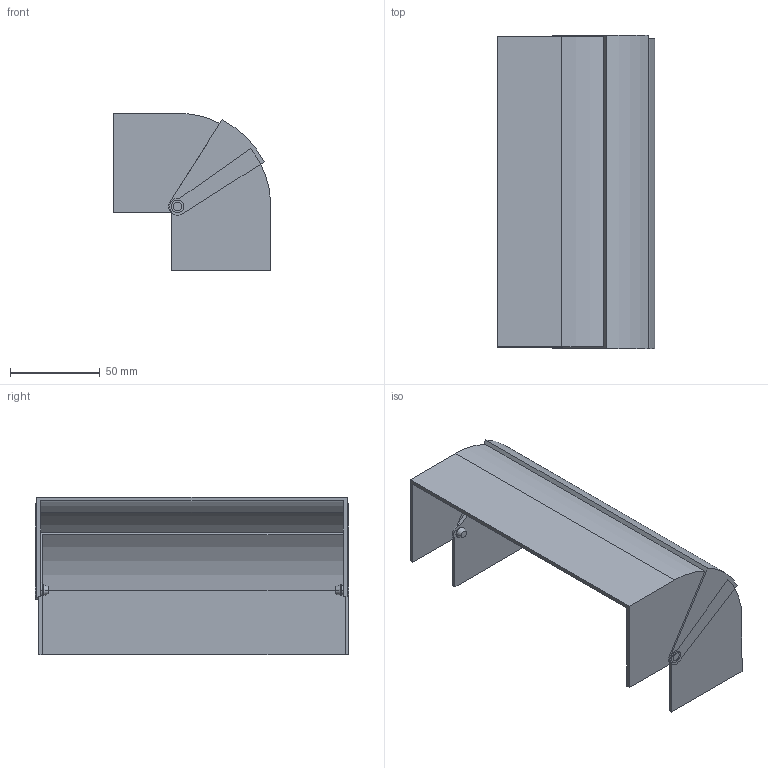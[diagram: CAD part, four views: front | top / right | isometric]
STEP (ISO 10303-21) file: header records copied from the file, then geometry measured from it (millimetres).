
FILE_DESCRIPTION (( 'STEP AP214' ), '1' );
FILE_NAME ('6113422.stp', '2016-05-24T09:17:02', ( '' ), ( '' ), 'SwSTEP 2.0', 'SolidWorks 2014', '' );
FILE_SCHEMA (( 'AUTOMOTIVE_DESIGN' ));
Length unit declared in the file: millimetre
Products named in the file (4): 034959_Standard; 074843_Standard; 074840_Standard; 6113422
Assembly tree (4 placements, depth 2):
  6113422
    074840_Standard
    074843_Standard
    034959_Standard  x2
Bounding box: 88 x 175 x 88 mm (x, y, z)
Volume: 83399.6 mm3; surface area: 86100.6 mm2
Topology: 4 solids, 4 shells, 82 faces, 200 edges, 130 vertices
Faces by surface type: plane 40, cylinder 34, cone 8
Entity records: 2242 total; most frequent: DIRECTION 386, CARTESIAN_POINT 363, ORIENTED_EDGE 348, EDGE_CURVE 174, AXIS2_PLACEMENT_3D 137, VERTEX_POINT 114, VECTOR 112, LINE 112
